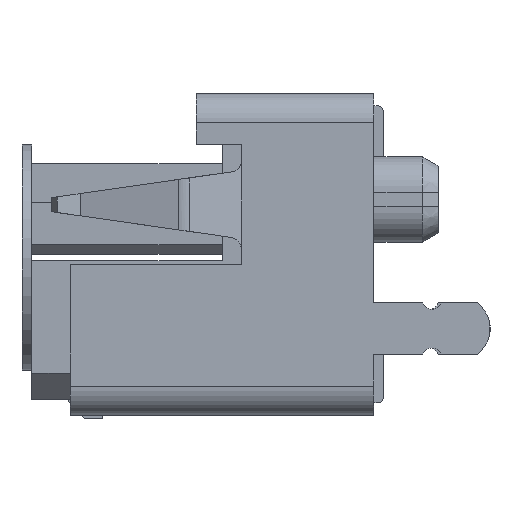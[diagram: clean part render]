
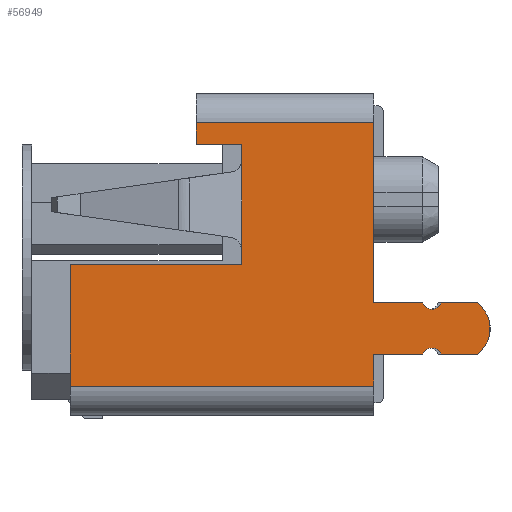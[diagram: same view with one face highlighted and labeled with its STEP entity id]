
A CAD part, left-side view. The second image highlights one B-rep face of the part: STEP entity #56949.
In plain terms, the highlighted planar face has unit normal (-1, 0, 0).
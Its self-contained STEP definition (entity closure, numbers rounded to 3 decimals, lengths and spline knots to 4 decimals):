
#69=CIRCLE('',#59550,0.1625);
#70=CIRCLE('',#59551,0.5);
#71=CIRCLE('',#59552,0.1625);
#2901=ORIENTED_EDGE('',*,*,#17871,.F.);
#2902=ORIENTED_EDGE('',*,*,#17872,.T.);
#2903=ORIENTED_EDGE('',*,*,#17873,.T.);
#2904=ORIENTED_EDGE('',*,*,#17874,.T.);
#2905=ORIENTED_EDGE('',*,*,#17561,.T.);
#2906=ORIENTED_EDGE('',*,*,#17875,.T.);
#2907=ORIENTED_EDGE('',*,*,#17838,.F.);
#2908=ORIENTED_EDGE('',*,*,#17876,.T.);
#2909=ORIENTED_EDGE('',*,*,#17668,.T.);
#2910=ORIENTED_EDGE('',*,*,#17877,.F.);
#2911=ORIENTED_EDGE('',*,*,#17878,.T.);
#2912=ORIENTED_EDGE('',*,*,#17879,.F.);
#2913=ORIENTED_EDGE('',*,*,#17880,.F.);
#2914=ORIENTED_EDGE('',*,*,#17881,.F.);
#2915=ORIENTED_EDGE('',*,*,#17882,.T.);
#2916=ORIENTED_EDGE('',*,*,#17883,.F.);
#2917=ORIENTED_EDGE('',*,*,#17664,.T.);
#2918=ORIENTED_EDGE('',*,*,#17884,.F.);
#17561=EDGE_CURVE('',#24991,#24989,#30100,.T.);
#17664=EDGE_CURVE('',#25061,#25060,#30201,.T.);
#17668=EDGE_CURVE('',#25065,#25064,#30205,.T.);
#17838=EDGE_CURVE('',#25228,#25217,#30366,.T.);
#17871=EDGE_CURVE('',#25241,#25242,#30396,.T.);
#17872=EDGE_CURVE('',#25241,#25243,#30397,.T.);
#17873=EDGE_CURVE('',#25243,#25244,#30398,.T.);
#17874=EDGE_CURVE('',#25244,#24991,#30399,.T.);
#17875=EDGE_CURVE('',#24989,#25217,#30400,.T.);
#17876=EDGE_CURVE('',#25228,#25065,#30401,.T.);
#17877=EDGE_CURVE('',#25245,#25064,#30402,.T.);
#17878=EDGE_CURVE('',#25245,#25246,#69,.T.);
#17879=EDGE_CURVE('',#25247,#25246,#30403,.T.);
#17880=EDGE_CURVE('',#25248,#25247,#70,.T.);
#17881=EDGE_CURVE('',#25249,#25248,#30404,.T.);
#17882=EDGE_CURVE('',#25249,#25250,#71,.T.);
#17883=EDGE_CURVE('',#25061,#25250,#30405,.T.);
#17884=EDGE_CURVE('',#25242,#25060,#30406,.T.);
#24989=VERTEX_POINT('',#78319);
#24991=VERTEX_POINT('',#78322);
#25060=VERTEX_POINT('',#78494);
#25061=VERTEX_POINT('',#78496);
#25064=VERTEX_POINT('',#78502);
#25065=VERTEX_POINT('',#78504);
#25217=VERTEX_POINT('',#78815);
#25228=VERTEX_POINT('',#78837);
#25241=VERTEX_POINT('',#78889);
#25242=VERTEX_POINT('',#78890);
#25243=VERTEX_POINT('',#78892);
#25244=VERTEX_POINT('',#78894);
#25245=VERTEX_POINT('',#78899);
#25246=VERTEX_POINT('',#78901);
#25247=VERTEX_POINT('',#78903);
#25248=VERTEX_POINT('',#78905);
#25249=VERTEX_POINT('',#78907);
#25250=VERTEX_POINT('',#78909);
#30100=LINE('',#78321,#36795);
#30201=LINE('',#78495,#36896);
#30205=LINE('',#78503,#36900);
#30366=LINE('',#78838,#37061);
#30396=LINE('',#78888,#37091);
#30397=LINE('',#78891,#37092);
#30398=LINE('',#78893,#37093);
#30399=LINE('',#78895,#37094);
#30400=LINE('',#78896,#37095);
#30401=LINE('',#78897,#37096);
#30402=LINE('',#78898,#37097);
#30403=LINE('',#78902,#37098);
#30404=LINE('',#78906,#37099);
#30405=LINE('',#78910,#37100);
#30406=LINE('',#78911,#37101);
#36795=VECTOR('',#64085,1000.);
#36896=VECTOR('',#64192,1000.);
#36900=VECTOR('',#64196,1000.);
#37061=VECTOR('',#64377,1000.);
#37091=VECTOR('',#64423,1000.);
#37092=VECTOR('',#64424,1000.);
#37093=VECTOR('',#64425,1000.);
#37094=VECTOR('',#64426,1000.);
#37095=VECTOR('',#64427,1000.);
#37096=VECTOR('',#64428,1000.);
#37097=VECTOR('',#64429,1000.);
#37098=VECTOR('',#64432,1000.);
#37099=VECTOR('',#64435,1000.);
#37100=VECTOR('',#64438,1000.);
#37101=VECTOR('',#64439,1000.);
#42729=EDGE_LOOP('',(#2901,#2902,#2903,#2904,#2905,#2906,#2907,#2908,#2909,
#2910,#2911,#2912,#2913,#2914,#2915,#2916,#2917,#2918));
#45294=FACE_BOUND('',#42729,.T.);
#47849=PLANE('',#59549);
#56949=ADVANCED_FACE('',(#45294),#47849,.F.);
#59549=AXIS2_PLACEMENT_3D('',#78887,#64421,#64422);
#59550=AXIS2_PLACEMENT_3D('',#78900,#64430,#64431);
#59551=AXIS2_PLACEMENT_3D('',#78904,#64433,#64434);
#59552=AXIS2_PLACEMENT_3D('',#78908,#64436,#64437);
#64085=DIRECTION('',(0.,0.,-1.));
#64192=DIRECTION('',(0.,0.,1.));
#64196=DIRECTION('',(0.,0.,1.));
#64377=DIRECTION('',(0.,0.,1.));
#64421=DIRECTION('',(1.,0.,0.));
#64422=DIRECTION('',(0.,0.,-1.));
#64423=DIRECTION('',(0.,0.,1.));
#64424=DIRECTION('',(0.,-1.,0.));
#64425=DIRECTION('',(0.,0.,-1.));
#64426=DIRECTION('',(0.,0.,-1.));
#64427=DIRECTION('',(0.,1.,0.));
#64428=DIRECTION('',(0.,-1.,0.));
#64429=DIRECTION('',(0.,1.,0.));
#64430=DIRECTION('',(1.,0.,0.));
#64431=DIRECTION('',(0.,0.,-1.));
#64432=DIRECTION('',(0.,1.,0.));
#64433=DIRECTION('',(1.,0.,0.));
#64434=DIRECTION('',(0.,0.,-1.));
#64435=DIRECTION('',(0.,-1.,0.));
#64436=DIRECTION('',(1.,0.,0.));
#64437=DIRECTION('',(0.,0.,-1.));
#64438=DIRECTION('',(0.,-1.,0.));
#64439=DIRECTION('',(0.,-1.,0.));
#78319=CARTESIAN_POINT('',(-10.075,2.05,-0.16));
#78321=CARTESIAN_POINT('',(-10.075,2.05,1.7));
#78322=CARTESIAN_POINT('',(-10.075,2.05,0.0666));
#78494=CARTESIAN_POINT('',(-10.075,0.,2.04));
#78495=CARTESIAN_POINT('',(-10.075,0.,-2.04));
#78496=CARTESIAN_POINT('',(-10.075,0.,-0.75));
#78502=CARTESIAN_POINT('',(-10.075,0.,-1.55));
#78503=CARTESIAN_POINT('',(-10.075,0.,-2.04));
#78504=CARTESIAN_POINT('',(-10.075,0.,-2.04));
#78815=CARTESIAN_POINT('',(-10.075,4.7,-0.16));
#78837=CARTESIAN_POINT('',(-10.075,4.7,-2.04));
#78838=CARTESIAN_POINT('',(-10.075,4.7,-2.04));
#78887=CARTESIAN_POINT('',(-10.075,4.7,-2.04));
#78888=CARTESIAN_POINT('',(-10.075,2.75,-2.04));
#78889=CARTESIAN_POINT('',(-10.075,2.75,1.7));
#78890=CARTESIAN_POINT('',(-10.075,2.75,2.04));
#78891=CARTESIAN_POINT('',(-10.075,2.75,1.7));
#78892=CARTESIAN_POINT('',(-10.075,2.05,1.7));
#78893=CARTESIAN_POINT('',(-10.075,2.05,1.7));
#78894=CARTESIAN_POINT('',(-10.075,2.05,1.4474));
#78895=CARTESIAN_POINT('',(-10.075,2.05,1.45));
#78896=CARTESIAN_POINT('',(-10.075,2.05,-0.16));
#78897=CARTESIAN_POINT('',(-10.075,4.7,-2.04));
#78898=CARTESIAN_POINT('',(-10.075,-0.75,-1.55));
#78899=CARTESIAN_POINT('',(-10.075,-0.75,-1.55));
#78900=CARTESIAN_POINT('',(-10.075,-0.9,-1.6125));
#78901=CARTESIAN_POINT('',(-10.075,-1.05,-1.55));
#78902=CARTESIAN_POINT('',(-10.075,-1.6,-1.55));
#78903=CARTESIAN_POINT('',(-10.075,-1.6,-1.55));
#78904=CARTESIAN_POINT('',(-10.075,-1.3,-1.15));
#78905=CARTESIAN_POINT('',(-10.075,-1.6,-0.75));
#78906=CARTESIAN_POINT('',(-10.075,-1.05,-0.75));
#78907=CARTESIAN_POINT('',(-10.075,-1.05,-0.75));
#78908=CARTESIAN_POINT('',(-10.075,-0.9,-0.6875));
#78909=CARTESIAN_POINT('',(-10.075,-0.75,-0.75));
#78910=CARTESIAN_POINT('',(-10.075,0.,-0.75));
#78911=CARTESIAN_POINT('',(-10.075,4.7,2.04));
